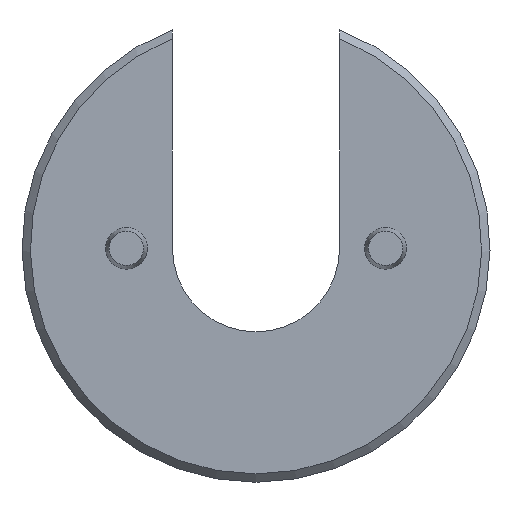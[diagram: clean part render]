
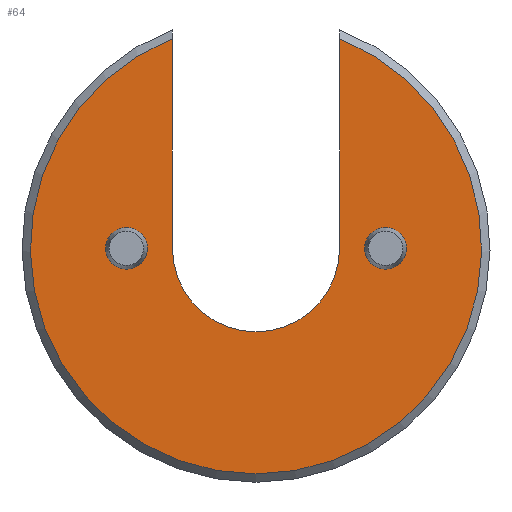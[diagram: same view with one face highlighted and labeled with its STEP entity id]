
A CAD part, front view. The second image highlights one B-rep face of the part: STEP entity #64.
In plain terms, the highlighted planar face has unit normal (0, -1, 0).
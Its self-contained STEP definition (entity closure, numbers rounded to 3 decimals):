
#64 = ADVANCED_FACE( '', ( #126, #127, #128 ), #129, .F. );
#126 = FACE_OUTER_BOUND( '', #181, .T. );
#127 = FACE_BOUND( '', #182, .T. );
#128 = FACE_BOUND( '', #183, .T. );
#129 = PLANE( '', #184 );
#181 = EDGE_LOOP( '', ( #281, #282, #283, #284 ) );
#182 = EDGE_LOOP( '', ( #285 ) );
#183 = EDGE_LOOP( '', ( #286 ) );
#184 = AXIS2_PLACEMENT_3D( '', #287, #288, #289 );
#281 = ORIENTED_EDGE( '', *, *, #294, .F. );
#282 = ORIENTED_EDGE( '', *, *, #326, .T. );
#283 = ORIENTED_EDGE( '', *, *, #313, .T. );
#284 = ORIENTED_EDGE( '', *, *, #316, .T. );
#285 = ORIENTED_EDGE( '', *, *, #299, .F. );
#286 = ORIENTED_EDGE( '', *, *, #302, .F. );
#287 = CARTESIAN_POINT( '', ( 13.5, 0., 0. ) );
#288 = DIRECTION( '', ( 0., 1., 0. ) );
#289 = DIRECTION( '', ( 0., 0., 1. ) );
#294 = EDGE_CURVE( '', #334, #336, #337, .T. );
#299 = EDGE_CURVE( '', #344, #344, #345, .F. );
#302 = EDGE_CURVE( '', #349, #349, #350, .F. );
#313 = EDGE_CURVE( '', #367, #365, #368, .T. );
#316 = EDGE_CURVE( '', #365, #336, #371, .T. );
#326 = EDGE_CURVE( '', #334, #367, #382, .T. );
#334 = VERTEX_POINT( '', #394 );
#336 = VERTEX_POINT( '', #397 );
#337 = LINE( '', #398, #399 );
#344 = VERTEX_POINT( '', #410 );
#345 = CIRCLE( '', #411, 1.25 );
#349 = VERTEX_POINT( '', #415 );
#350 = CIRCLE( '', #416, 1.25 );
#365 = VERTEX_POINT( '', #436 );
#367 = VERTEX_POINT( '', #441 );
#368 = LINE( '', #442, #443 );
#371 = CIRCLE( '', #447, 13.5 );
#382 = CIRCLE( '', #458, 5. );
#394 = CARTESIAN_POINT( '', ( 5., 0., 0. ) );
#397 = CARTESIAN_POINT( '', ( 5., 0., 12.54 ) );
#398 = CARTESIAN_POINT( '', ( 5., 0., 0. ) );
#399 = VECTOR( '', #462, 1000. );
#410 = CARTESIAN_POINT( '', ( 7.75, 0., 1.25 ) );
#411 = AXIS2_PLACEMENT_3D( '', #467, #468, #469 );
#415 = CARTESIAN_POINT( '', ( -7.75, 0., 1.25 ) );
#416 = AXIS2_PLACEMENT_3D( '', #473, #474, #475 );
#436 = CARTESIAN_POINT( '', ( -5., 0., 12.54 ) );
#441 = CARTESIAN_POINT( '', ( -5., 0., 0. ) );
#442 = CARTESIAN_POINT( '', ( -5., 0., 0. ) );
#443 = VECTOR( '', #487, 1000. );
#447 = AXIS2_PLACEMENT_3D( '', #489, #490, #491 );
#458 = AXIS2_PLACEMENT_3D( '', #501, #502, #503 );
#462 = DIRECTION( '', ( 0., 0., 1. ) );
#467 = CARTESIAN_POINT( '', ( 7.75, 0., 0. ) );
#468 = DIRECTION( '', ( 0., 1., 0. ) );
#469 = DIRECTION( '', ( 0., 0., 1. ) );
#473 = CARTESIAN_POINT( '', ( -7.75, 0., 0. ) );
#474 = DIRECTION( '', ( 0., 1., 0. ) );
#475 = DIRECTION( '', ( 0., 0., 1. ) );
#487 = DIRECTION( '', ( 0., 0., 1. ) );
#489 = CARTESIAN_POINT( '', ( 0., 0., 0. ) );
#490 = DIRECTION( '', ( 0., -1., 0. ) );
#491 = DIRECTION( '', ( 0., 0., -1. ) );
#501 = CARTESIAN_POINT( '', ( 0., 0., 0. ) );
#502 = DIRECTION( '', ( 0., 1., 0. ) );
#503 = DIRECTION( '', ( 1., 0., 0. ) );
